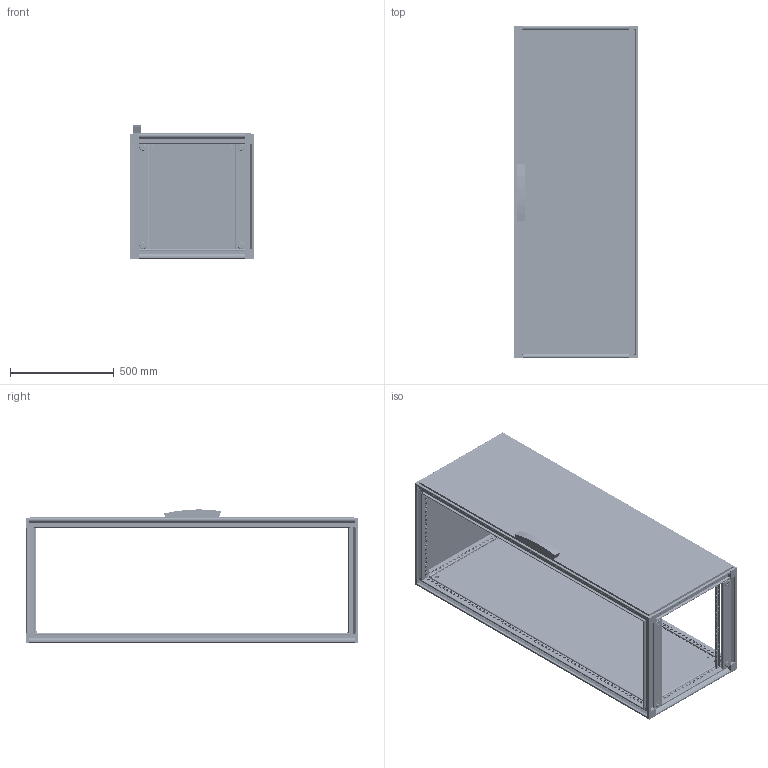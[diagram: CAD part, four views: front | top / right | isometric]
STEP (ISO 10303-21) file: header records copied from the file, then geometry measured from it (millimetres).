
FILE_DESCRIPTION(('STEP AP242'),'1');
FILE_NAME('nsysf16660p.stp','2020-03-19T16:12:41',('TraceParts'),('TraceParts S.A.'),'Spatial InterOp 3D',' ',' ');
FILE_SCHEMA(('AP242_MANAGED_MODEL_BASED_3D_ENGINEERING_MIM_LF {1 0 10303 442 1 1 4}'));
Length unit declared in the file: millimetre
Products named in the file (1): nsysf16660p_1
Bounding box: 600 x 1601.5 x 642.82 mm (x, y, z)
Volume: 12095099.1 mm3; surface area: 9997106.9 mm2
Topology: 3 solids, 3 shells, 7930 faces, 22919 edges, 14862 vertices
Faces by surface type: plane 4243, cylinder 3679, torus 8
Entity records: 269384 total; most frequent: CARTESIAN_POINT 46310, DIRECTION 46043, ORIENTED_EDGE 45838, EDGE_CURVE 22919, LINE 15589, VECTOR 15589, AXIS2_PLACEMENT_3D 15227, VERTEX_POINT 14862
